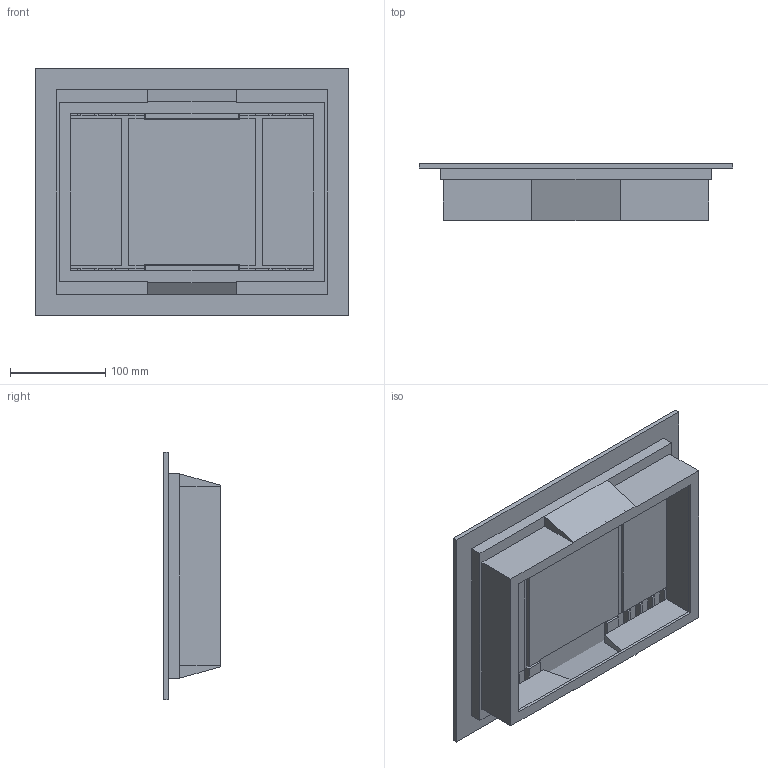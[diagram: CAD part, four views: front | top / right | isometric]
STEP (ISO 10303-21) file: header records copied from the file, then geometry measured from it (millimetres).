
FILE_DESCRIPTION (( 'STEP AP203' ), '1' );
FILE_NAME ('KNL-80-16-7012 Ëþ÷îê ONFLOOR 16 ìîäóëåé.STEP', '2016-02-29T11:19:57', ( '' ), ( '' ), 'SwSTEP 2.0', 'SolidWorks 2014', '' );
FILE_SCHEMA (( 'CONFIG_CONTROL_DESIGN' ));
Length unit declared in the file: millimetre
Products named in the file (3): KNL-80-16-7012_Box; KNL-57-12-7012_Cap_Š« ¯ ­  OFF; KNL-80-16-7012 Ëþ÷îê ONFLOOR 16 ìîäóëåé
Assembly tree (2 placements, depth 2):
  KNL-80-16-7012 Ëþ÷îê ONFLOOR 16 ìîäóëåé
    KNL-80-16-7012_Box
    KNL-57-12-7012_Cap_Š« ¯ ­  OFF
Bounding box: 330 x 60 x 260 mm (x, y, z)
Volume: 876801.2 mm3; surface area: 347103.8 mm2
Topology: 4 solids, 4 shells, 199 faces, 524 edges, 336 vertices
Faces by surface type: plane 199
Entity records: 6263 total; most frequent: CARTESIAN_POINT 1064, ORIENTED_EDGE 1048, DIRECTION 932, VECTOR 524, EDGE_CURVE 524, LINE 524, VERTEX_POINT 336, AXIS2_PLACEMENT_3D 204
